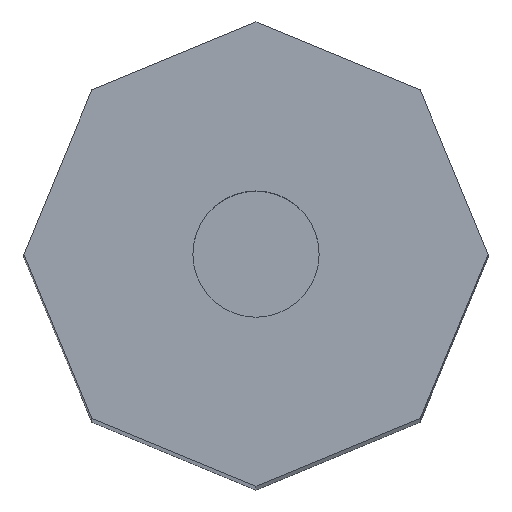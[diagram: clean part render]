
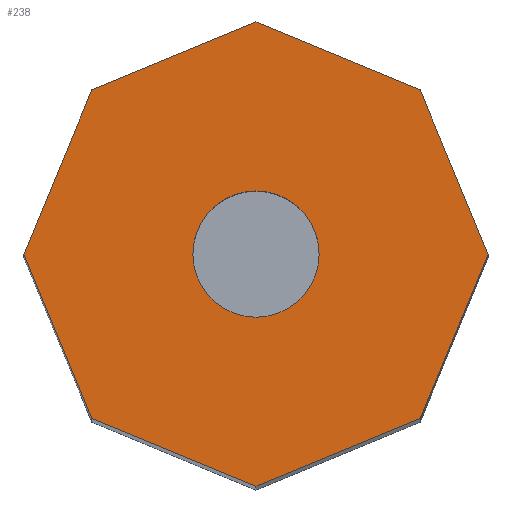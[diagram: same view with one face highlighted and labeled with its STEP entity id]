
A CAD part, top view. The second image highlights one B-rep face of the part: STEP entity #238.
In plain terms, the highlighted planar face has unit normal (0, 0, 1).
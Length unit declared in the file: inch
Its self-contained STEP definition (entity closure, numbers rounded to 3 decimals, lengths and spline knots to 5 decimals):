
#18=FACE_BOUND('',#50,.T.);
#20=CIRCLE('',#274,0.15625);
#34=FACE_OUTER_BOUND('',#49,.T.);
#49=EDGE_LOOP('',(#201,#202,#203,#204,#205,#206,#207,#208));
#50=EDGE_LOOP('',(#209));
#53=LINE('',#349,#79);
#57=LINE('',#357,#83);
#60=LINE('',#363,#86);
#63=LINE('',#369,#89);
#66=LINE('',#375,#92);
#69=LINE('',#381,#95);
#72=LINE('',#387,#98);
#75=LINE('',#392,#101);
#79=VECTOR('',#285,0.3937);
#83=VECTOR('',#291,0.3937);
#86=VECTOR('',#296,0.3937);
#89=VECTOR('',#301,0.3937);
#92=VECTOR('',#306,0.3937);
#95=VECTOR('',#311,0.3937);
#98=VECTOR('',#316,0.3937);
#101=VECTOR('',#321,0.3937);
#105=VERTEX_POINT('',#347);
#106=VERTEX_POINT('',#348);
#109=VERTEX_POINT('',#356);
#111=VERTEX_POINT('',#362);
#113=VERTEX_POINT('',#368);
#115=VERTEX_POINT('',#374);
#117=VERTEX_POINT('',#380);
#119=VERTEX_POINT('',#386);
#122=VERTEX_POINT('',#398);
#125=EDGE_CURVE('',#105,#106,#53,.T.);
#129=EDGE_CURVE('',#106,#109,#57,.T.);
#132=EDGE_CURVE('',#109,#111,#60,.T.);
#135=EDGE_CURVE('',#111,#113,#63,.T.);
#138=EDGE_CURVE('',#113,#115,#66,.T.);
#141=EDGE_CURVE('',#115,#117,#69,.T.);
#144=EDGE_CURVE('',#117,#119,#72,.T.);
#147=EDGE_CURVE('',#119,#105,#75,.T.);
#150=EDGE_CURVE('',#122,#122,#20,.T.);
#201=ORIENTED_EDGE('',*,*,#147,.T.);
#202=ORIENTED_EDGE('',*,*,#125,.T.);
#203=ORIENTED_EDGE('',*,*,#129,.T.);
#204=ORIENTED_EDGE('',*,*,#132,.T.);
#205=ORIENTED_EDGE('',*,*,#135,.T.);
#206=ORIENTED_EDGE('',*,*,#138,.T.);
#207=ORIENTED_EDGE('',*,*,#141,.T.);
#208=ORIENTED_EDGE('',*,*,#144,.T.);
#209=ORIENTED_EDGE('',*,*,#150,.T.);
#225=PLANE('',#277);
#238=ADVANCED_FACE('',(#34,#18),#225,.T.);
#274=AXIS2_PLACEMENT_3D('',#399,#329,#330);
#277=AXIS2_PLACEMENT_3D('',#404,#336,#337);
#285=DIRECTION('',(0.383,-0.924,0.));
#291=DIRECTION('',(0.924,-0.383,0.));
#296=DIRECTION('',(0.924,0.383,0.));
#301=DIRECTION('',(0.383,0.924,0.));
#306=DIRECTION('',(-0.383,0.924,0.));
#311=DIRECTION('',(-0.924,0.383,0.));
#316=DIRECTION('',(-0.924,-0.383,0.));
#321=DIRECTION('',(-0.383,-0.924,0.));
#329=DIRECTION('center_axis',(0.,0.,-1.));
#330=DIRECTION('ref_axis',(1.,0.,0.));
#336=DIRECTION('center_axis',(0.,0.,1.));
#337=DIRECTION('ref_axis',(1.,0.,0.));
#347=CARTESIAN_POINT('',(-0.57472,0.,5.9));
#348=CARTESIAN_POINT('',(-0.40639,-0.40639,5.9));
#349=CARTESIAN_POINT('',(-0.57472,0.,5.9));
#356=CARTESIAN_POINT('',(0.,-0.57472,5.9));
#357=CARTESIAN_POINT('',(-0.40639,-0.40639,5.9));
#362=CARTESIAN_POINT('',(0.40639,-0.40639,5.9));
#363=CARTESIAN_POINT('',(0.,-0.57472,5.9));
#368=CARTESIAN_POINT('',(0.57472,0.,5.9));
#369=CARTESIAN_POINT('',(0.40639,-0.40639,5.9));
#374=CARTESIAN_POINT('',(0.40639,0.40639,5.9));
#375=CARTESIAN_POINT('',(0.57472,0.,5.9));
#380=CARTESIAN_POINT('',(0.,0.57472,5.9));
#381=CARTESIAN_POINT('',(0.40639,0.40639,5.9));
#386=CARTESIAN_POINT('',(-0.40639,0.40639,5.9));
#387=CARTESIAN_POINT('',(0.,0.57472,5.9));
#392=CARTESIAN_POINT('',(-0.40639,0.40639,5.9));
#398=CARTESIAN_POINT('',(-0.15625,0.,5.9));
#399=CARTESIAN_POINT('Origin',(0.,0.,5.9));
#404=CARTESIAN_POINT('Origin',(0.,0.,5.9));
